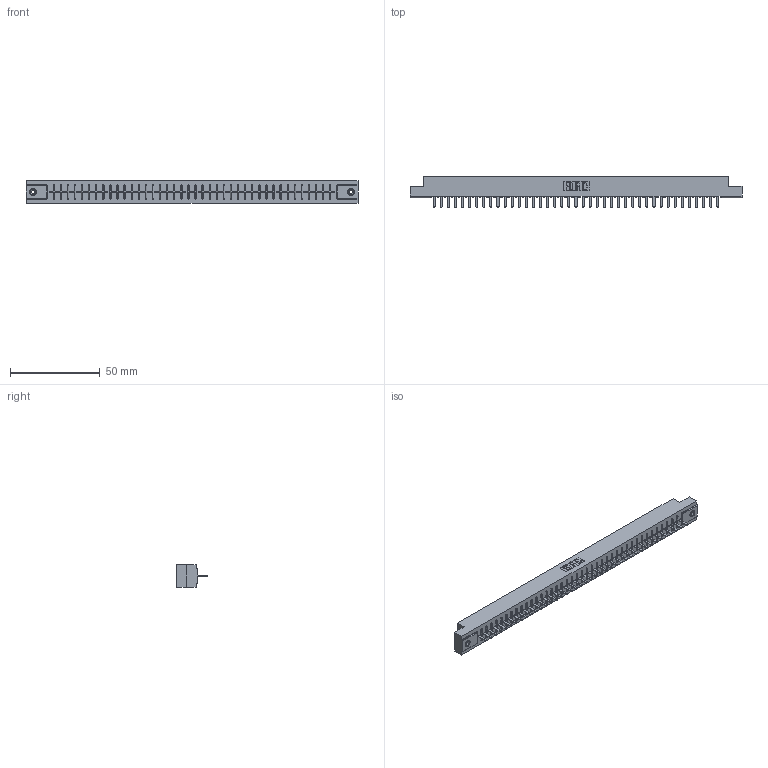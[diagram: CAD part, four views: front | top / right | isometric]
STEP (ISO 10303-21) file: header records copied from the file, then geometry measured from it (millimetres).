
FILE_DESCRIPTION (( 'STEP AP203' ), '1' );
FILE_NAME ('316-041-520-108.STEP', '2018-07-31T05:35:17', ( '' ), ( '' ), 'SwSTEP 2.0', 'SolidWorks 2016', '' );
FILE_SCHEMA (( 'CONFIG_CONTROL_DESIGN' ));
Length unit declared in the file: inch
Products named in the file (4): 306 Part_.156 Dia; 306-290-001_120; 345-250-001_345-250-003-102; 316-041-520-108
Assembly tree (44 placements, depth 2):
  316-041-520-108
    306 Part_.156 Dia
    306-290-001_120  x41
    345-250-001_345-250-003-102  x2
Bounding box: 185.47 x 17.12 x 12.7 mm (x, y, z)
Volume: 20509.3 mm3; surface area: 21068.3 mm2
Topology: 44 solids, 44 shells, 3046 faces, 8529 edges, 5458 vertices
Faces by surface type: plane 2027, cylinder 839, sphere 164, cone 12, torus 4
Entity records: 39505 total; most frequent: CARTESIAN_POINT 6613, ORIENTED_EDGE 6550, DIRECTION 6529, EDGE_CURVE 3275, LINE 2561, VECTOR 2561, VERTEX_POINT 2068, AXIS2_PLACEMENT_3D 1984
